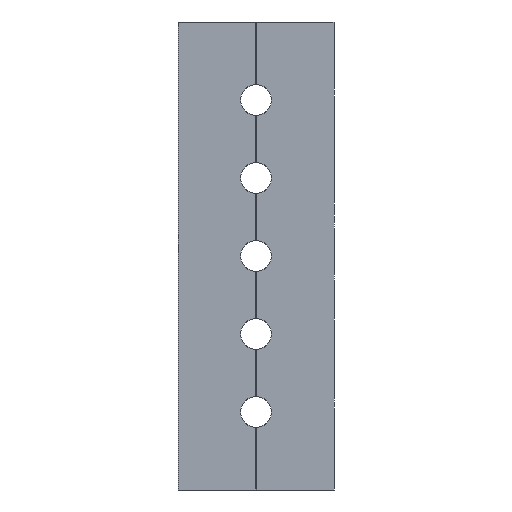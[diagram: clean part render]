
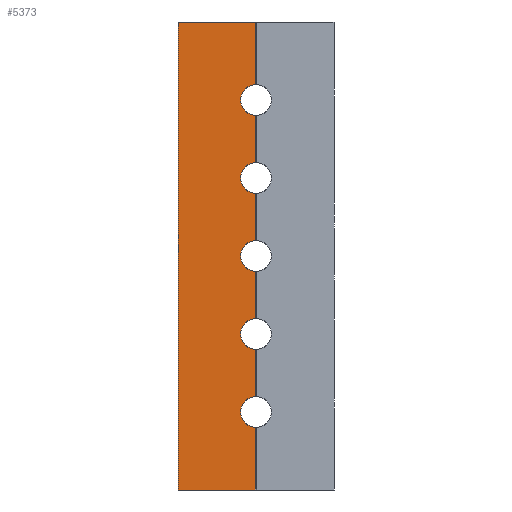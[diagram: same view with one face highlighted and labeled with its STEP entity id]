
A CAD part, front view. The second image highlights one B-rep face of the part: STEP entity #5373.
In plain terms, the highlighted planar face has unit normal (0, -1, 0).
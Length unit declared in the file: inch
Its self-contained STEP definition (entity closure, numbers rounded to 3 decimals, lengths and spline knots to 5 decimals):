
#82 = CARTESIAN_POINT ( 'NONE',  ( -0.005, -1., -0.5983 ) ) ;
#246 = CARTESIAN_POINT ( 'NONE',  ( 0., -1., -0.5 ) ) ;
#442 = VERTEX_POINT ( 'NONE', #10478 ) ;
#553 = CARTESIAN_POINT ( 'NONE',  ( -0.005, -1., -1.5 ) ) ;
#650 = EDGE_CURVE ( 'NONE', #1337, #1394, #9309, .T. ) ;
#696 = VERTEX_POINT ( 'NONE', #82 ) ;
#745 = DIRECTION ( 'NONE',  ( 0., 0., 1. ) ) ;
#917 = EDGE_CURVE ( 'NONE', #10088, #2767, #5443, .T. ) ;
#924 = CARTESIAN_POINT ( 'NONE',  ( 0.5, -1., 1.5 ) ) ;
#1010 = DIRECTION ( 'NONE',  ( 0., 0., 1. ) ) ;
#1337 = VERTEX_POINT ( 'NONE', #2016 ) ;
#1394 = VERTEX_POINT ( 'NONE', #4856 ) ;
#1772 = ORIENTED_EDGE ( 'NONE', *, *, #3320, .T. ) ;
#1960 = ORIENTED_EDGE ( 'NONE', *, *, #6442, .T. ) ;
#2016 = CARTESIAN_POINT ( 'NONE',  ( -0.005, -1., -0.0983 ) ) ;
#2089 = CARTESIAN_POINT ( 'NONE',  ( 0.5, -1., -1.5 ) ) ;
#2093 = DIRECTION ( 'NONE',  ( 0., 1., 0. ) ) ;
#2099 = DIRECTION ( 'NONE',  ( 0., 0., 1. ) ) ;
#2282 = DIRECTION ( 'NONE',  ( 0., 0., 1. ) ) ;
#2767 = VERTEX_POINT ( 'NONE', #4148 ) ;
#2774 = LINE ( 'NONE', #4383, #3919 ) ;
#2915 = ORIENTED_EDGE ( 'NONE', *, *, #8654, .T. ) ;
#2927 = DIRECTION ( 'NONE',  ( 1., 0., 0. ) ) ;
#3254 = ORIENTED_EDGE ( 'NONE', *, *, #9822, .T. ) ;
#3277 = VERTEX_POINT ( 'NONE', #8068 ) ;
#3320 = EDGE_CURVE ( 'NONE', #10344, #5187, #5513, .T. ) ;
#3333 = DIRECTION ( 'NONE',  ( 0., 0., 1. ) ) ;
#3438 = ORIENTED_EDGE ( 'NONE', *, *, #4873, .T. ) ;
#3492 = CARTESIAN_POINT ( 'NONE',  ( -0.005, -1., 0.9017 ) ) ;
#3588 = DIRECTION ( 'NONE',  ( 0., 1., 0. ) ) ;
#3633 = EDGE_CURVE ( 'NONE', #2767, #3277, #6124, .T. ) ;
#3673 = CARTESIAN_POINT ( 'NONE',  ( -0.005, -1., -1.5 ) ) ;
#3788 = VERTEX_POINT ( 'NONE', #4768 ) ;
#3875 = DIRECTION ( 'NONE',  ( 0., 1., 0. ) ) ;
#3919 = VECTOR ( 'NONE', #7778, 39.37008 ) ;
#3966 = DIRECTION ( 'NONE',  ( 0., 0., 1. ) ) ;
#4005 = VECTOR ( 'NONE', #2927, 39.37008 ) ;
#4051 = VERTEX_POINT ( 'NONE', #10458 ) ;
#4148 = CARTESIAN_POINT ( 'NONE',  ( -0.005, -1., -1.5 ) ) ;
#4228 = CARTESIAN_POINT ( 'NONE',  ( -0.005, -1., -1.5 ) ) ;
#4253 = VECTOR ( 'NONE', #3333, 39.37008 ) ;
#4383 = CARTESIAN_POINT ( 'NONE',  ( -0.005, -1., -1.5 ) ) ;
#4500 = AXIS2_PLACEMENT_3D ( 'NONE', #8332, #3875, #745 ) ;
#4768 = CARTESIAN_POINT ( 'NONE',  ( -0.005, -1., 1.5 ) ) ;
#4856 = CARTESIAN_POINT ( 'NONE',  ( -0.005, -1., 0.0983 ) ) ;
#4873 = EDGE_CURVE ( 'NONE', #8310, #696, #6025, .T. ) ;
#4953 = EDGE_CURVE ( 'NONE', #1394, #442, #5455, .T. ) ;
#5108 = AXIS2_PLACEMENT_3D ( 'NONE', #2089, #5496, #8891 ) ;
#5187 = VERTEX_POINT ( 'NONE', #3492 ) ;
#5216 = EDGE_LOOP ( 'NONE', ( #2915, #5325, #10108, #5393, #9110, #7992, #3438, #3254, #6870, #6916, #8640, #1960, #1772, #7260 ) ) ;
#5232 = DIRECTION ( 'NONE',  ( 0., 0., 1. ) ) ;
#5325 = ORIENTED_EDGE ( 'NONE', *, *, #10795, .F. ) ;
#5353 = CARTESIAN_POINT ( 'NONE',  ( -0.005, -1., -1.5 ) ) ;
#5373 = ADVANCED_FACE ( 'NONE', ( #6331 ), #10465, .T. ) ;
#5393 = ORIENTED_EDGE ( 'NONE', *, *, #917, .T. ) ;
#5443 = LINE ( 'NONE', #8838, #4005 ) ;
#5455 = LINE ( 'NONE', #3673, #8699 ) ;
#5496 = DIRECTION ( 'NONE',  ( 0., -1., 0. ) ) ;
#5513 = LINE ( 'NONE', #5353, #7195 ) ;
#5570 = DIRECTION ( 'NONE',  ( 0., 0., 1. ) ) ;
#5962 = CIRCLE ( 'NONE', #7733, 0.09843 ) ;
#6025 = LINE ( 'NONE', #4228, #6206 ) ;
#6124 = LINE ( 'NONE', #8681, #4253 ) ;
#6160 = CARTESIAN_POINT ( 'NONE',  ( 0., -1., 1. ) ) ;
#6206 = VECTOR ( 'NONE', #7625, 39.37008 ) ;
#6281 = CARTESIAN_POINT ( 'NONE',  ( 0., -1., -1. ) ) ;
#6331 = FACE_OUTER_BOUND ( 'NONE', #5216, .T. ) ;
#6372 = LINE ( 'NONE', #553, #10408 ) ;
#6412 = LINE ( 'NONE', #7300, #9528 ) ;
#6442 = EDGE_CURVE ( 'NONE', #442, #10344, #7017, .T. ) ;
#6627 = EDGE_CURVE ( 'NONE', #3277, #8310, #5962, .T. ) ;
#6663 = CARTESIAN_POINT ( 'NONE',  ( -0.5, -1., -1.5 ) ) ;
#6855 = AXIS2_PLACEMENT_3D ( 'NONE', #6160, #3588, #1010 ) ;
#6870 = ORIENTED_EDGE ( 'NONE', *, *, #7015, .T. ) ;
#6915 = EDGE_CURVE ( 'NONE', #5187, #4051, #10754, .T. ) ;
#6916 = ORIENTED_EDGE ( 'NONE', *, *, #650, .T. ) ;
#7015 = EDGE_CURVE ( 'NONE', #9824, #1337, #6372, .T. ) ;
#7017 = CIRCLE ( 'NONE', #9691, 0.09843 ) ;
#7195 = VECTOR ( 'NONE', #5570, 39.37008 ) ;
#7254 = CARTESIAN_POINT ( 'NONE',  ( -0.005, -1., 0.5983 ) ) ;
#7260 = ORIENTED_EDGE ( 'NONE', *, *, #6915, .T. ) ;
#7300 = CARTESIAN_POINT ( 'NONE',  ( -0.5, -1., -1.5 ) ) ;
#7454 = EDGE_CURVE ( 'NONE', #10088, #9216, #6412, .T. ) ;
#7625 = DIRECTION ( 'NONE',  ( 0., 0., 1. ) ) ;
#7707 = AXIS2_PLACEMENT_3D ( 'NONE', #246, #10360, #10307 ) ;
#7733 = AXIS2_PLACEMENT_3D ( 'NONE', #6281, #2093, #9058 ) ;
#7778 = DIRECTION ( 'NONE',  ( 0., 0., 1. ) ) ;
#7953 = CARTESIAN_POINT ( 'NONE',  ( -0.005, -1., -0.4017 ) ) ;
#7992 = ORIENTED_EDGE ( 'NONE', *, *, #6627, .T. ) ;
#8068 = CARTESIAN_POINT ( 'NONE',  ( -0.005, -1., -1.0983 ) ) ;
#8310 = VERTEX_POINT ( 'NONE', #8960 ) ;
#8332 = CARTESIAN_POINT ( 'NONE',  ( 0., -1., 0. ) ) ;
#8640 = ORIENTED_EDGE ( 'NONE', *, *, #4953, .T. ) ;
#8654 = EDGE_CURVE ( 'NONE', #4051, #3788, #2774, .T. ) ;
#8681 = CARTESIAN_POINT ( 'NONE',  ( -0.005, -1., -1.5 ) ) ;
#8699 = VECTOR ( 'NONE', #2099, 39.37008 ) ;
#8838 = CARTESIAN_POINT ( 'NONE',  ( 0.5, -1., -1.5 ) ) ;
#8891 = DIRECTION ( 'NONE',  ( 0., 0., -1. ) ) ;
#8953 = CIRCLE ( 'NONE', #7707, 0.09843 ) ;
#8960 = CARTESIAN_POINT ( 'NONE',  ( -0.005, -1., -0.9017 ) ) ;
#9058 = DIRECTION ( 'NONE',  ( 0., 0., 1. ) ) ;
#9110 = ORIENTED_EDGE ( 'NONE', *, *, #3633, .T. ) ;
#9216 = VERTEX_POINT ( 'NONE', #9811 ) ;
#9241 = VECTOR ( 'NONE', #10194, 39.37008 ) ;
#9309 = CIRCLE ( 'NONE', #4500, 0.09843 ) ;
#9528 = VECTOR ( 'NONE', #2282, 39.37008 ) ;
#9691 = AXIS2_PLACEMENT_3D ( 'NONE', #10253, #10966, #5232 ) ;
#9811 = CARTESIAN_POINT ( 'NONE',  ( -0.5, -1., 1.5 ) ) ;
#9822 = EDGE_CURVE ( 'NONE', #696, #9824, #8953, .T. ) ;
#9824 = VERTEX_POINT ( 'NONE', #7953 ) ;
#10084 = LINE ( 'NONE', #924, #9241 ) ;
#10088 = VERTEX_POINT ( 'NONE', #6663 ) ;
#10108 = ORIENTED_EDGE ( 'NONE', *, *, #7454, .F. ) ;
#10194 = DIRECTION ( 'NONE',  ( 1., 0., 0. ) ) ;
#10253 = CARTESIAN_POINT ( 'NONE',  ( 0., -1., 0.5 ) ) ;
#10307 = DIRECTION ( 'NONE',  ( 0., 0., 1. ) ) ;
#10344 = VERTEX_POINT ( 'NONE', #7254 ) ;
#10360 = DIRECTION ( 'NONE',  ( 0., 1., 0. ) ) ;
#10408 = VECTOR ( 'NONE', #3966, 39.37008 ) ;
#10458 = CARTESIAN_POINT ( 'NONE',  ( -0.005, -1., 1.0983 ) ) ;
#10465 = PLANE ( 'NONE',  #5108 ) ;
#10478 = CARTESIAN_POINT ( 'NONE',  ( -0.005, -1., 0.4017 ) ) ;
#10754 = CIRCLE ( 'NONE', #6855, 0.09843 ) ;
#10795 = EDGE_CURVE ( 'NONE', #9216, #3788, #10084, .T. ) ;
#10966 = DIRECTION ( 'NONE',  ( 0., 1., 0. ) ) ;
